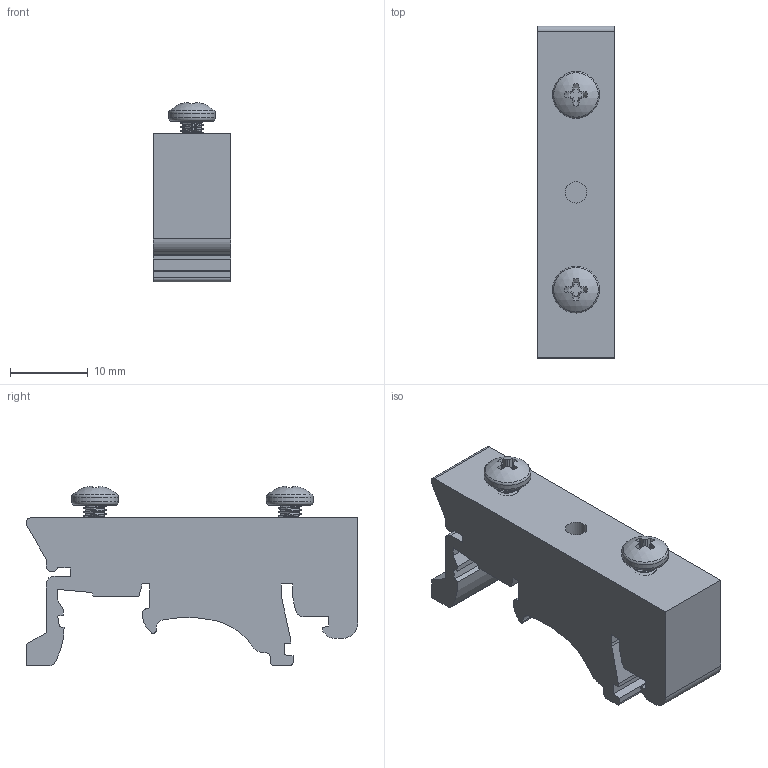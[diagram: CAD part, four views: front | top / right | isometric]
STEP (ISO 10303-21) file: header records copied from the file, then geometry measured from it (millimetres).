
FILE_DESCRIPTION(('FreeCAD Model'),'2;1');
FILE_NAME('m3 x 10 v1_sp.step','2020-03-24T17:42:02',('kicad StepUp'),('ksu MCAD'), 'Open CASCADE STEP processor 7.3','FreeCAD','Unknown');
FILE_SCHEMA(('AUTOMOTIVE_DESIGN { 1 0 10303 214 1 1 1 1 }'));
Length unit declared in the file: millimetre
Products named in the file (1): m3_x_10_v1_sp
Bounding box: 10 x 42.6 x 23.04 mm (x, y, z)
Volume: 5603.4 mm3; surface area: 3298.5 mm2
Topology: 3 solids, 3 shells, 217 faces, 621 edges, 415 vertices
Faces by surface type: cylinder 110, plane 83, cone 12, bspline 6, torus 4, sphere 2
Full cylindrical faces by diameter (mm): 2.35 x38, 2.75 x1, 3 x34, 6 x2
Entity records: 18506 total; most frequent: CARTESIAN_POINT 9797, ORIENTED_EDGE 1628, DIRECTION 1350, EDGE_CURVE 814, VERTEX_POINT 544, AXIS2_PLACEMENT_3D 457, LINE 436, VECTOR 436
